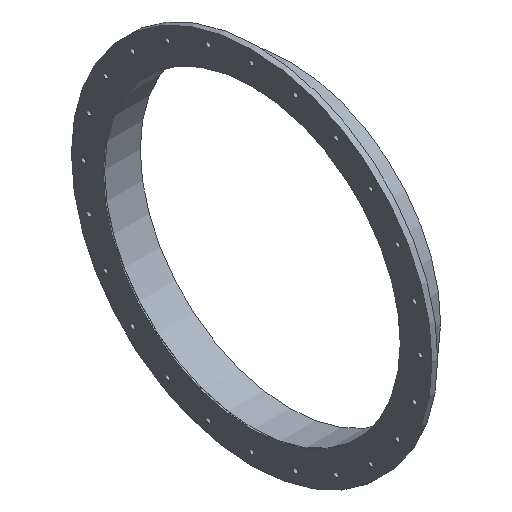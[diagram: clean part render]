
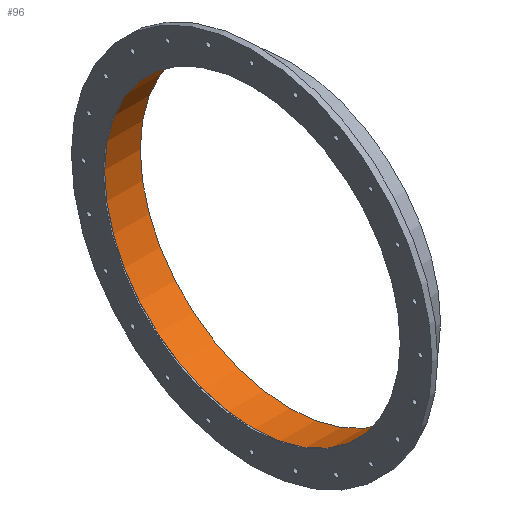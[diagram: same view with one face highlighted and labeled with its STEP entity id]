
A CAD part, isometric view. The second image highlights one B-rep face of the part: STEP entity #96.
In plain terms, the highlighted cylindrical face has radius 315 mm (diameter 630 mm), a full revolution.
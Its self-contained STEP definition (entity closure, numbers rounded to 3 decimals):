
#96 = ADVANCED_FACE( '', ( #217, #218 ), #219, .F. );
#217 = FACE_OUTER_BOUND( '', #400, .T. );
#218 = FACE_OUTER_BOUND( '', #401, .T. );
#219 = CYLINDRICAL_SURFACE( '', #402, 315. );
#400 = EDGE_LOOP( '', ( #617 ) );
#401 = EDGE_LOOP( '', ( #618 ) );
#402 = AXIS2_PLACEMENT_3D( '', #619, #620, #621 );
#617 = ORIENTED_EDGE( '', *, *, #797, .T. );
#618 = ORIENTED_EDGE( '', *, *, #798, .F. );
#619 = CARTESIAN_POINT( '', ( 80., 0., 0. ) );
#620 = DIRECTION( '', ( -1., 0., 0. ) );
#621 = DIRECTION( '', ( 0., 0., -1. ) );
#797 = EDGE_CURVE( '', #925, #925, #926, .T. );
#798 = EDGE_CURVE( '', #927, #927, #928, .T. );
#925 = VERTEX_POINT( '', #1069 );
#926 = CIRCLE( '', #1070, 315. );
#927 = VERTEX_POINT( '', #1071 );
#928 = CIRCLE( '', #1072, 315. );
#1069 = CARTESIAN_POINT( '', ( 80., 0., -315. ) );
#1070 = AXIS2_PLACEMENT_3D( '', #1232, #1233, #1234 );
#1071 = CARTESIAN_POINT( '', ( 3., 0., -315. ) );
#1072 = AXIS2_PLACEMENT_3D( '', #1235, #1236, #1237 );
#1232 = CARTESIAN_POINT( '', ( 80., 0., 0. ) );
#1233 = DIRECTION( '', ( 1., 0., 0. ) );
#1234 = DIRECTION( '', ( 0., 0., -1. ) );
#1235 = CARTESIAN_POINT( '', ( 3., 0., 0. ) );
#1236 = DIRECTION( '', ( 1., 0., 0. ) );
#1237 = DIRECTION( '', ( 0., 0., -1. ) );
